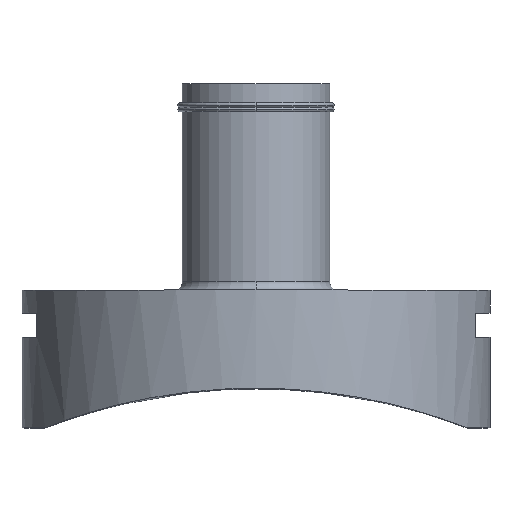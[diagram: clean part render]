
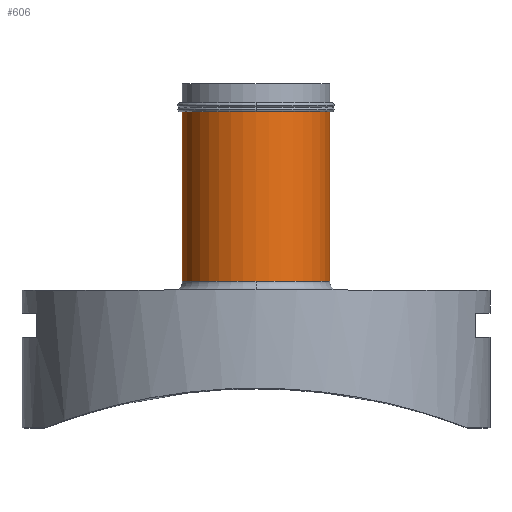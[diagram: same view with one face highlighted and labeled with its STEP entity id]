
A CAD part, top view. The second image highlights one B-rep face of the part: STEP entity #606.
In plain terms, the highlighted cylindrical face has radius 31.5 mm (diameter 63 mm), a partial arc.
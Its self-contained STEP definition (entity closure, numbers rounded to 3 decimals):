
#318 = VERTEX_POINT( '', #809 );
#336 = VERTEX_POINT( '', #827 );
#368 = EDGE_CURVE( '', #682, #588, #862, .T. );
#412 = EDGE_CURVE( '', #318, #516, #914, .T. );
#436 = EDGE_CURVE( '', #516, #682, #940, .T. );
#516 = VERTEX_POINT( '', #1029 );
#558 = EDGE_CURVE( '', #588, #336, #1077, .T. );
#574 = EDGE_CURVE( '', #318, #662, #1095, .T. );
#588 = VERTEX_POINT( '', #1110 );
#604 = EDGE_CURVE( '', #662, #336, #1126, .T. );
#606 = ADVANCED_FACE( '', ( #1128 ), #1129, .T. );
#662 = VERTEX_POINT( '', #1199 );
#682 = VERTEX_POINT( '', #1220 );
#809 = CARTESIAN_POINT( '', ( 31.5, 62.667, 0. ) );
#827 = CARTESIAN_POINT( '', ( -31.5, 62.667, 0. ) );
#862 = CIRCLE( '', #1497, 31.5 );
#914 = LINE( '', #1559, #1560 );
#940 = CIRCLE( '', #1596, 31.5 );
#1029 = CARTESIAN_POINT( '', ( 31.5, 136.055, 0. ) );
#1077 = LINE( '', #1900, #1901 );
#1095 = CIRCLE( '', #1922, 31.5 );
#1110 = CARTESIAN_POINT( '', ( -31.5, 136.055, 0. ) );
#1126 = CIRCLE( '', #1963, 31.5 );
#1128 = FACE_OUTER_BOUND( '', #1965, .T. );
#1129 = CYLINDRICAL_SURFACE( '', #1966, 31.5 );
#1199 = CARTESIAN_POINT( '', ( 0., 62.667, 31.5 ) );
#1220 = CARTESIAN_POINT( '', ( 0., 136.055, 31.5 ) );
#1497 = AXIS2_PLACEMENT_3D( '', #2333, #2334, #2335 );
#1559 = CARTESIAN_POINT( '', ( 31.5, 104.833, 0. ) );
#1560 = VECTOR( '', #2417, 1. );
#1596 = AXIS2_PLACEMENT_3D( '', #2443, #2444, #2445 );
#1900 = CARTESIAN_POINT( '', ( -31.5, 104.833, 0. ) );
#1901 = VECTOR( '', #2633, 1. );
#1922 = AXIS2_PLACEMENT_3D( '', #2657, #2658, #2659 );
#1963 = AXIS2_PLACEMENT_3D( '', #2690, #2691, #2692 );
#1965 = EDGE_LOOP( '', ( #2694, #2695, #2696, #2697, #2698, #2699 ) );
#1966 = AXIS2_PLACEMENT_3D( '', #2700, #2701, #2702 );
#2333 = CARTESIAN_POINT( '', ( 0., 136.055, 0. ) );
#2334 = DIRECTION( '', ( 0., -1., 0. ) );
#2335 = DIRECTION( '', ( -1., 0., 0. ) );
#2417 = DIRECTION( '', ( 0., 1., 0. ) );
#2443 = CARTESIAN_POINT( '', ( 0., 136.055, 0. ) );
#2444 = DIRECTION( '', ( 0., -1., 0. ) );
#2445 = DIRECTION( '', ( -1., 0., 0. ) );
#2633 = DIRECTION( '', ( 0., -1., 0. ) );
#2657 = CARTESIAN_POINT( '', ( 0., 62.667, 0. ) );
#2658 = DIRECTION( '', ( 0., -1., 0. ) );
#2659 = DIRECTION( '', ( -1., 0., 0. ) );
#2690 = CARTESIAN_POINT( '', ( 0., 62.667, 0. ) );
#2691 = DIRECTION( '', ( 0., -1., 0. ) );
#2692 = DIRECTION( '', ( -1., 0., 0. ) );
#2694 = ORIENTED_EDGE( '', *, *, #558, .T. );
#2695 = ORIENTED_EDGE( '', *, *, #604, .F. );
#2696 = ORIENTED_EDGE( '', *, *, #574, .F. );
#2697 = ORIENTED_EDGE( '', *, *, #412, .T. );
#2698 = ORIENTED_EDGE( '', *, *, #436, .T. );
#2699 = ORIENTED_EDGE( '', *, *, #368, .T. );
#2700 = CARTESIAN_POINT( '', ( 0., 104.833, 0. ) );
#2701 = DIRECTION( '', ( 0., 1., 0. ) );
#2702 = DIRECTION( '', ( -1., 0., 0. ) );
